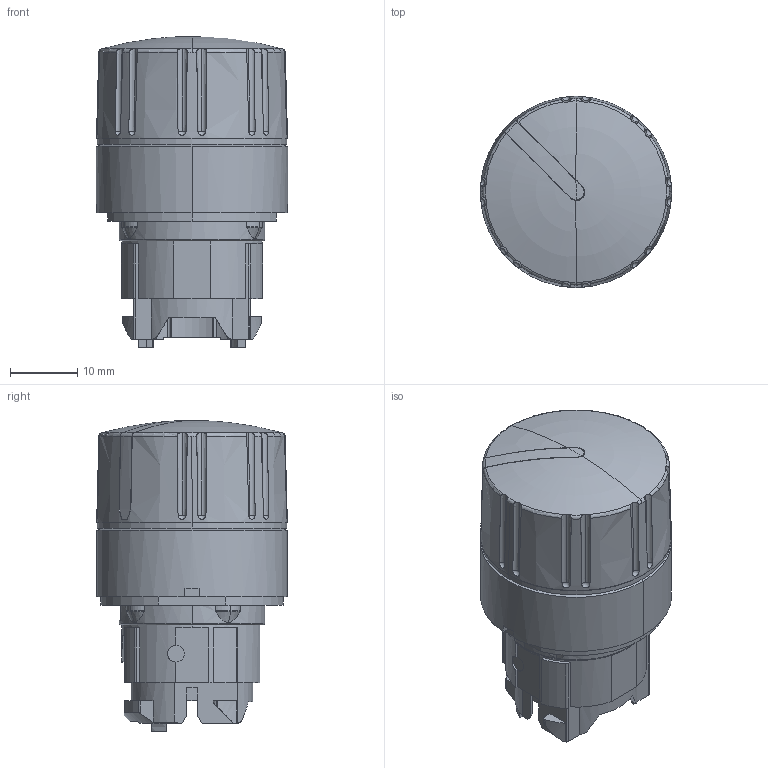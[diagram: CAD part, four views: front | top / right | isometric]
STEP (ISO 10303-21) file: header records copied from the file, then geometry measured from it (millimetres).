
FILE_DESCRIPTION(('STEP AP242'),'1');
FILE_NAME('zb4_bd29.stp','2018-11-28T06:27:35',('TraceParts'),('TraceParts S.A.'),'Spatial InterOp 3D',' ',' ');
FILE_SCHEMA(('AP242_MANAGED_MODEL_BASED_3D_ENGINEERING_MIM_LF {1 0 10303 442 1 1 4}'));
Length unit declared in the file: millimetre
Products named in the file (1): zb4_bd29
Bounding box: 28.5 x 28.5 x 46.38 mm (x, y, z)
Volume: 20898 mm3; surface area: 5742.3 mm2
Topology: 1 solids, 1 shells, 351 faces, 1030 edges, 684 vertices
Faces by surface type: plane 162, cylinder 92, cone 50, torus 33, sphere 14
Entity records: 13114 total; most frequent: CARTESIAN_POINT 3726, ORIENTED_EDGE 2056, DIRECTION 1952, EDGE_CURVE 1028, AXIS2_PLACEMENT_3D 735, VERTEX_POINT 684, LINE 482, VECTOR 482
